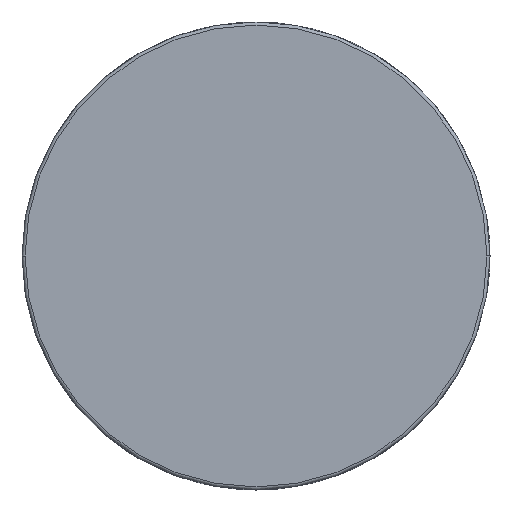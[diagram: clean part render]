
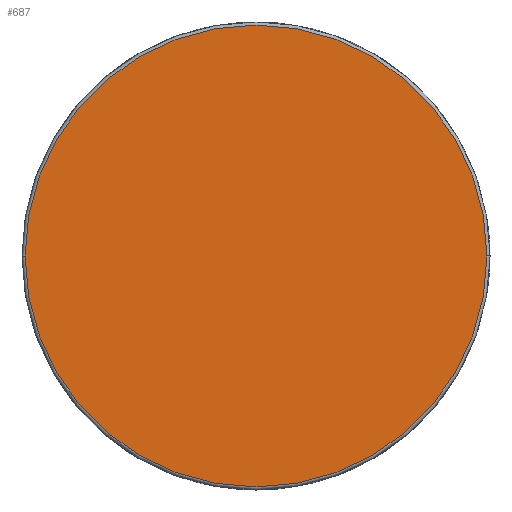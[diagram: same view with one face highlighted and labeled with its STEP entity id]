
A CAD part, left-side view. The second image highlights one B-rep face of the part: STEP entity #687.
In plain terms, the highlighted face is planar.
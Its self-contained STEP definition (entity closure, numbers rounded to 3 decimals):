
#5 = AXIS2_PLACEMENT_3D ( 'NONE', #1077, #1182, #226 ) ;
#47 = CARTESIAN_POINT ( 'NONE',  ( 0., 0., 14.8 ) ) ;
#105 = EDGE_CURVE ( 'NONE', #1361, #621, #213, .T. ) ;
#137 = ORIENTED_EDGE ( 'NONE', *, *, #105, .T. ) ;
#213 = CIRCLE ( 'NONE', #253, 14.8 ) ;
#226 = DIRECTION ( 'NONE',  ( 0., 0., 1. ) ) ;
#253 = AXIS2_PLACEMENT_3D ( 'NONE', #1333, #582, #1031 ) ;
#448 = CIRCLE ( 'NONE', #5, 14.8 ) ;
#475 = EDGE_CURVE ( 'NONE', #621, #1361, #448, .T. ) ;
#582 = DIRECTION ( 'NONE',  ( 1., 0., 0. ) ) ;
#621 = VERTEX_POINT ( 'NONE', #47 ) ;
#687 = ADVANCED_FACE ( 'NONE', ( #713 ), #1351, .F. ) ;
#713 = FACE_OUTER_BOUND ( 'NONE', #723, .T. ) ;
#722 = CARTESIAN_POINT ( 'NONE',  ( 0., 0., 0. ) ) ;
#723 = EDGE_LOOP ( 'NONE', ( #1040, #137 ) ) ;
#763 = CARTESIAN_POINT ( 'NONE',  ( 0., 0., -14.8 ) ) ;
#1031 = DIRECTION ( 'NONE',  ( 0., 0., 1. ) ) ;
#1040 = ORIENTED_EDGE ( 'NONE', *, *, #475, .T. ) ;
#1077 = CARTESIAN_POINT ( 'NONE',  ( 0., 0., 0. ) ) ;
#1091 = AXIS2_PLACEMENT_3D ( 'NONE', #722, #1142, #1133 ) ;
#1133 = DIRECTION ( 'NONE',  ( 0., 0., 1. ) ) ;
#1142 = DIRECTION ( 'NONE',  ( -1., 0., 0. ) ) ;
#1182 = DIRECTION ( 'NONE',  ( 1., 0., 0. ) ) ;
#1333 = CARTESIAN_POINT ( 'NONE',  ( 0., 0., 0. ) ) ;
#1351 = PLANE ( 'NONE',  #1091 ) ;
#1361 = VERTEX_POINT ( 'NONE', #763 ) ;
